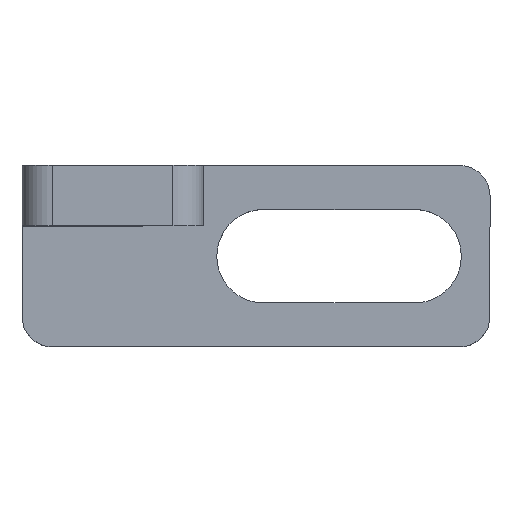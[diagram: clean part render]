
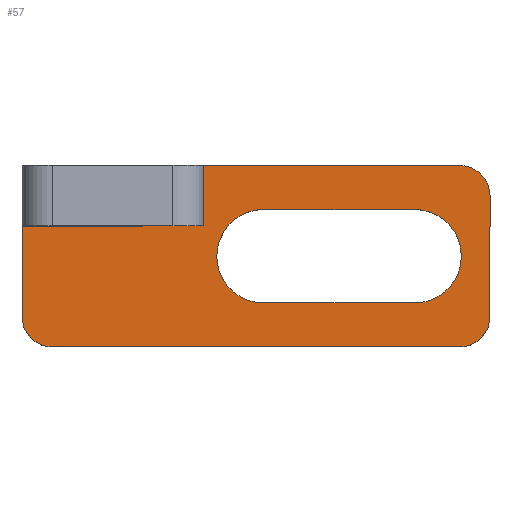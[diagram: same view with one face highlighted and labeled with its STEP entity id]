
A CAD part, top view. The second image highlights one B-rep face of the part: STEP entity #57.
In plain terms, the highlighted planar face has unit normal (0, 0, 1).
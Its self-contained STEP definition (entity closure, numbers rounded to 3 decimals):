
#6 = DIRECTION ( 'NONE',  ( -1., 0., 0. ) ) ;
#15 = AXIS2_PLACEMENT_3D ( 'NONE', #708, #192, #189 ) ;
#28 = CARTESIAN_POINT ( 'NONE',  ( -6., 4., 2. ) ) ;
#31 = AXIS2_PLACEMENT_3D ( 'NONE', #743, #768, #770 ) ;
#32 = CARTESIAN_POINT ( 'NONE',  ( 9.5, 1., 2. ) ) ;
#37 = AXIS2_PLACEMENT_3D ( 'NONE', #592, #651, #663 ) ;
#38 = CARTESIAN_POINT ( 'NONE',  ( -2., 4., 2. ) ) ;
#56 = EDGE_CURVE ( 'NONE', #597, #572, #429, .T. ) ;
#57 = ADVANCED_FACE ( 'NONE', ( #432, #425 ), #486, .T. ) ;
#64 = EDGE_CURVE ( 'NONE', #459, #669, #412, .T. ) ;
#67 = CARTESIAN_POINT ( 'NONE',  ( 8.5, 0., 2. ) ) ;
#85 = EDGE_CURVE ( 'NONE', #688, #646, #385, .T. ) ;
#87 = EDGE_CURVE ( 'NONE', #530, #509, #394, .T. ) ;
#104 = EDGE_CURVE ( 'NONE', #669, #688, #362, .T. ) ;
#115 = CARTESIAN_POINT ( 'NONE',  ( -2., 6., 2. ) ) ;
#120 = CARTESIAN_POINT ( 'NONE',  ( 0., 1.45, 2. ) ) ;
#125 = CARTESIAN_POINT ( 'NONE',  ( 2., 1.45, 2. ) ) ;
#132 = DIRECTION ( 'NONE',  ( 0., -1., 0. ) ) ;
#135 = CARTESIAN_POINT ( 'NONE',  ( 8.55, 3., 2. ) ) ;
#139 = EDGE_CURVE ( 'NONE', #727, #690, #329, .T. ) ;
#144 = CARTESIAN_POINT ( 'NONE',  ( 2., 4.55, 2. ) ) ;
#152 = DIRECTION ( 'NONE',  ( 1., 0., 0. ) ) ;
#153 = CARTESIAN_POINT ( 'NONE',  ( -6., 6., 2. ) ) ;
#161 = CARTESIAN_POINT ( 'NONE',  ( 7., 1.45, 2. ) ) ;
#165 = CARTESIAN_POINT ( 'NONE',  ( -6., 1., 2. ) ) ;
#170 = ORIENTED_EDGE ( 'NONE', *, *, #789, .T. ) ;
#174 = CARTESIAN_POINT ( 'NONE',  ( 0., 4.55, 2. ) ) ;
#176 = CARTESIAN_POINT ( 'NONE',  ( -5., 0., 2. ) ) ;
#177 = EDGE_CURVE ( 'NONE', #503, #553, #317, .T. ) ;
#189 = DIRECTION ( 'NONE',  ( 1., 0., 0. ) ) ;
#192 = DIRECTION ( 'NONE',  ( 0., 0., -1. ) ) ;
#203 = DIRECTION ( 'NONE',  ( 0., -1., 0. ) ) ;
#209 = VECTOR ( 'NONE', #759, 1000. ) ;
#211 = CARTESIAN_POINT ( 'NONE',  ( 8.5, 6., 2. ) ) ;
#222 = LINE ( 'NONE', #758, #209 ) ;
#226 = CIRCLE ( 'NONE', #775, 1.55 ) ;
#228 = VECTOR ( 'NONE', #734, 1000. ) ;
#232 = EDGE_CURVE ( 'NONE', #503, #616, #265, .T. ) ;
#236 = DIRECTION ( 'NONE',  ( 1., 0., 0. ) ) ;
#245 = CARTESIAN_POINT ( 'NONE',  ( 8.5, 5., 2. ) ) ;
#247 = EDGE_CURVE ( 'NONE', #646, #679, #226, .T. ) ;
#250 = AXIS2_PLACEMENT_3D ( 'NONE', #470, #378, #376 ) ;
#253 = DIRECTION ( 'NONE',  ( 0., 0., 1. ) ) ;
#255 = VECTOR ( 'NONE', #203, 1000. ) ;
#258 = LINE ( 'NONE', #314, #255 ) ;
#259 = VECTOR ( 'NONE', #236, 1000. ) ;
#260 = CARTESIAN_POINT ( 'NONE',  ( 0., 4., 2. ) ) ;
#261 = LINE ( 'NONE', #174, #259 ) ;
#265 = LINE ( 'NONE', #793, #228 ) ;
#268 = CIRCLE ( 'NONE', #636, 1. ) ;
#278 = LINE ( 'NONE', #153, #372 ) ;
#285 = EDGE_CURVE ( 'NONE', #690, #553, #222, .T. ) ;
#290 = CARTESIAN_POINT ( 'NONE',  ( 9.5, 5., 2. ) ) ;
#314 = CARTESIAN_POINT ( 'NONE',  ( -2., 6., 2. ) ) ;
#317 = CIRCLE ( 'NONE', #797, 1. ) ;
#329 = CIRCLE ( 'NONE', #250, 1. ) ;
#347 = DIRECTION ( 'NONE',  ( -1., 0., 0. ) ) ;
#362 = CIRCLE ( 'NONE', #15, 1.55 ) ;
#366 = VECTOR ( 'NONE', #6, 1000. ) ;
#372 = VECTOR ( 'NONE', #132, 1000. ) ;
#376 = DIRECTION ( 'NONE',  ( 1., 0., 0. ) ) ;
#378 = DIRECTION ( 'NONE',  ( 0., 0., 1. ) ) ;
#385 = LINE ( 'NONE', #120, #388 ) ;
#388 = VECTOR ( 'NONE', #347, 1000. ) ;
#394 = LINE ( 'NONE', #260, #366 ) ;
#412 = CIRCLE ( 'NONE', #31, 1.55 ) ;
#425 = FACE_BOUND ( 'NONE', #479, .T. ) ;
#429 = LINE ( 'NONE', #622, #434 ) ;
#432 = FACE_OUTER_BOUND ( 'NONE', #506, .T. ) ;
#434 = VECTOR ( 'NONE', #626, 1000. ) ;
#444 = DIRECTION ( 'NONE',  ( 0., 0., -1. ) ) ;
#459 = VERTEX_POINT ( 'NONE', #783 ) ;
#470 = CARTESIAN_POINT ( 'NONE',  ( -5., 1., 2. ) ) ;
#475 = ORIENTED_EDGE ( 'NONE', *, *, #56, .T. ) ;
#479 = EDGE_LOOP ( 'NONE', ( #504, #725, #564, #579, #566 ) ) ;
#486 = PLANE ( 'NONE',  #37 ) ;
#503 = VERTEX_POINT ( 'NONE', #32 ) ;
#504 = ORIENTED_EDGE ( 'NONE', *, *, #85, .T. ) ;
#506 = EDGE_LOOP ( 'NONE', ( #545, #591, #696, #642, #700, #512, #680, #170, #475 ) ) ;
#509 = VERTEX_POINT ( 'NONE', #28 ) ;
#512 = ORIENTED_EDGE ( 'NONE', *, *, #177, .F. ) ;
#530 = VERTEX_POINT ( 'NONE', #38 ) ;
#545 = ORIENTED_EDGE ( 'NONE', *, *, #799, .T. ) ;
#549 = CARTESIAN_POINT ( 'NONE',  ( 8.5, 1., 2. ) ) ;
#553 = VERTEX_POINT ( 'NONE', #67 ) ;
#564 = ORIENTED_EDGE ( 'NONE', *, *, #784, .T. ) ;
#566 = ORIENTED_EDGE ( 'NONE', *, *, #104, .T. ) ;
#571 = DIRECTION ( 'NONE',  ( 1., 0., 0. ) ) ;
#572 = VERTEX_POINT ( 'NONE', #115 ) ;
#579 = ORIENTED_EDGE ( 'NONE', *, *, #64, .T. ) ;
#591 = ORIENTED_EDGE ( 'NONE', *, *, #87, .T. ) ;
#592 = CARTESIAN_POINT ( 'NONE',  ( 0., 0., 2. ) ) ;
#597 = VERTEX_POINT ( 'NONE', #211 ) ;
#616 = VERTEX_POINT ( 'NONE', #290 ) ;
#622 = CARTESIAN_POINT ( 'NONE',  ( -15.5, 6., 2. ) ) ;
#626 = DIRECTION ( 'NONE',  ( -1., 0., 0. ) ) ;
#636 = AXIS2_PLACEMENT_3D ( 'NONE', #245, #253, #152 ) ;
#642 = ORIENTED_EDGE ( 'NONE', *, *, #139, .T. ) ;
#646 = VERTEX_POINT ( 'NONE', #125 ) ;
#651 = DIRECTION ( 'NONE',  ( 0., 0., 1. ) ) ;
#660 = EDGE_CURVE ( 'NONE', #509, #727, #278, .T. ) ;
#663 = DIRECTION ( 'NONE',  ( 1., 0., 0. ) ) ;
#669 = VERTEX_POINT ( 'NONE', #135 ) ;
#679 = VERTEX_POINT ( 'NONE', #144 ) ;
#680 = ORIENTED_EDGE ( 'NONE', *, *, #232, .T. ) ;
#688 = VERTEX_POINT ( 'NONE', #161 ) ;
#690 = VERTEX_POINT ( 'NONE', #176 ) ;
#696 = ORIENTED_EDGE ( 'NONE', *, *, #660, .T. ) ;
#700 = ORIENTED_EDGE ( 'NONE', *, *, #285, .T. ) ;
#708 = CARTESIAN_POINT ( 'NONE',  ( 7., 3., 2. ) ) ;
#725 = ORIENTED_EDGE ( 'NONE', *, *, #247, .T. ) ;
#727 = VERTEX_POINT ( 'NONE', #165 ) ;
#734 = DIRECTION ( 'NONE',  ( 0., 1., 0. ) ) ;
#743 = CARTESIAN_POINT ( 'NONE',  ( 7., 3., 2. ) ) ;
#755 = CARTESIAN_POINT ( 'NONE',  ( 2., 3., 2. ) ) ;
#756 = DIRECTION ( 'NONE',  ( 0., 0., -1. ) ) ;
#757 = DIRECTION ( 'NONE',  ( 1., 0., 0. ) ) ;
#758 = CARTESIAN_POINT ( 'NONE',  ( 0., 0., 2. ) ) ;
#759 = DIRECTION ( 'NONE',  ( 1., 0., 0. ) ) ;
#768 = DIRECTION ( 'NONE',  ( 0., 0., -1. ) ) ;
#770 = DIRECTION ( 'NONE',  ( 1., 0., 0. ) ) ;
#775 = AXIS2_PLACEMENT_3D ( 'NONE', #755, #756, #757 ) ;
#783 = CARTESIAN_POINT ( 'NONE',  ( 7., 4.55, 2. ) ) ;
#784 = EDGE_CURVE ( 'NONE', #679, #459, #261, .T. ) ;
#789 = EDGE_CURVE ( 'NONE', #616, #597, #268, .T. ) ;
#793 = CARTESIAN_POINT ( 'NONE',  ( 9.5, 0., 2. ) ) ;
#797 = AXIS2_PLACEMENT_3D ( 'NONE', #549, #444, #571 ) ;
#799 = EDGE_CURVE ( 'NONE', #572, #530, #258, .T. ) ;
